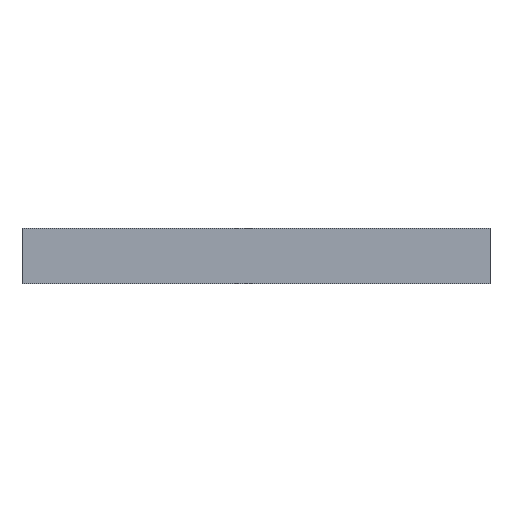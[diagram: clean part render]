
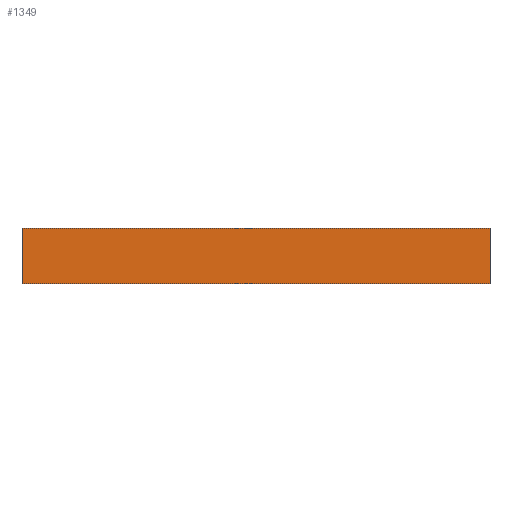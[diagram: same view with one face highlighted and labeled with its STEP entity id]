
A CAD part, left-side view. The second image highlights one B-rep face of the part: STEP entity #1349.
In plain terms, the highlighted planar face has unit normal (-1, 0, 0).
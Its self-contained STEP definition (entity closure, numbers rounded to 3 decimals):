
#58 = DIRECTION ( 'NONE',  ( 0., -1., 0. ) ) ;
#73 = CARTESIAN_POINT ( 'NONE',  ( 0., 0., 0. ) ) ;
#87 = VECTOR ( 'NONE', #490, 1000. ) ;
#95 = PLANE ( 'NONE',  #286 ) ;
#104 = VECTOR ( 'NONE', #1265, 1000. ) ;
#162 = ORIENTED_EDGE ( 'NONE', *, *, #976, .F. ) ;
#257 = CARTESIAN_POINT ( 'NONE',  ( 0., 85., 0. ) ) ;
#260 = VERTEX_POINT ( 'NONE', #281 ) ;
#280 = CARTESIAN_POINT ( 'NONE',  ( 0., 0., 10. ) ) ;
#281 = CARTESIAN_POINT ( 'NONE',  ( 0., 0., 0. ) ) ;
#286 = AXIS2_PLACEMENT_3D ( 'NONE', #648, #1312, #1084 ) ;
#300 = EDGE_CURVE ( 'NONE', #644, #260, #643, .T. ) ;
#330 = CARTESIAN_POINT ( 'NONE',  ( 0., 0., 10. ) ) ;
#359 = EDGE_LOOP ( 'NONE', ( #444, #405, #162, #701 ) ) ;
#405 = ORIENTED_EDGE ( 'NONE', *, *, #853, .F. ) ;
#431 = LINE ( 'NONE', #475, #87 ) ;
#444 = ORIENTED_EDGE ( 'NONE', *, *, #300, .T. ) ;
#475 = CARTESIAN_POINT ( 'NONE',  ( 0., 0., 10. ) ) ;
#490 = DIRECTION ( 'NONE',  ( 0., 0., -1. ) ) ;
#510 = DIRECTION ( 'NONE',  ( 0., 0., -1. ) ) ;
#644 = VERTEX_POINT ( 'NONE', #257 ) ;
#643 = LINE ( 'NONE', #73, #1417 ) ;
#648 = CARTESIAN_POINT ( 'NONE',  ( 0., 0., 10. ) ) ;
#681 = VERTEX_POINT ( 'NONE', #885 ) ;
#701 = ORIENTED_EDGE ( 'NONE', *, *, #949, .T. ) ;
#724 = VECTOR ( 'NONE', #510, 1000. ) ;
#853 = EDGE_CURVE ( 'NONE', #1293, #260, #431, .T. ) ;
#885 = CARTESIAN_POINT ( 'NONE',  ( 0., 85., 10. ) ) ;
#949 = EDGE_CURVE ( 'NONE', #681, #644, #1361, .T. ) ;
#970 = LINE ( 'NONE', #280, #104 ) ;
#976 = EDGE_CURVE ( 'NONE', #681, #1293, #970, .T. ) ;
#1084 = DIRECTION ( 'NONE',  ( 0., 0., -1. ) ) ;
#1237 = FACE_OUTER_BOUND ( 'NONE', #359, .T. ) ;
#1265 = DIRECTION ( 'NONE',  ( 0., -1., 0. ) ) ;
#1293 = VERTEX_POINT ( 'NONE', #330 ) ;
#1312 = DIRECTION ( 'NONE',  ( 1., 0., 0. ) ) ;
#1349 = ADVANCED_FACE ( 'NONE', ( #1237 ), #95, .F. ) ;
#1361 = LINE ( 'NONE', #1383, #724 ) ;
#1383 = CARTESIAN_POINT ( 'NONE',  ( 0., 85., 10. ) ) ;
#1417 = VECTOR ( 'NONE', #58, 1000. ) ;
